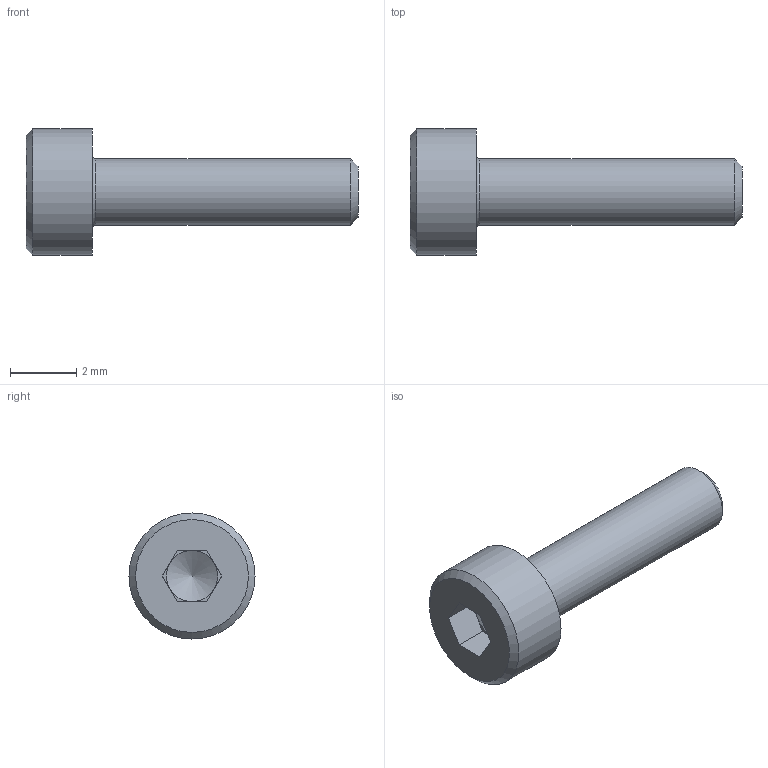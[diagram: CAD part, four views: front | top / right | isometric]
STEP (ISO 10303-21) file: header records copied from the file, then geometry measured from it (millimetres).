
FILE_DESCRIPTION( ( '' ), ' ' );
FILE_NAME( '5a786638110e670fe0cf4c49.step', '2018-02-05T14:12:09', ( '' ), ( '' ), ' ', ' ', ' ' );
FILE_SCHEMA( ( 'AUTOMOTIVE_DESIGN { 1 0 10303 214 1 1 1 1 }' ) );
Length unit declared in the file: metre
Products named in the file (1): socket head cap screw_am
Bounding box: 10 x 3.8 x 3.8 mm (x, y, z)
Volume: 45.1 mm3; surface area: 99.9 mm2
Topology: 1 solids, 1 shells, 21 faces, 45 edges, 27 vertices
Faces by surface type: plane 15, cone 3, cylinder 2, torus 1
Full cylindrical faces by diameter (mm): 2 x1, 3.8 x1
Entity records: 700 total; most frequent: DIRECTION 94, CARTESIAN_POINT 85, ORIENTED_EDGE 74, EDGE_CURVE 37, AXIS2_PLACEMENT_3D 35, EDGE_LOOP 28, VERTEX_POINT 26, FACE_OUTER_BOUND 24
